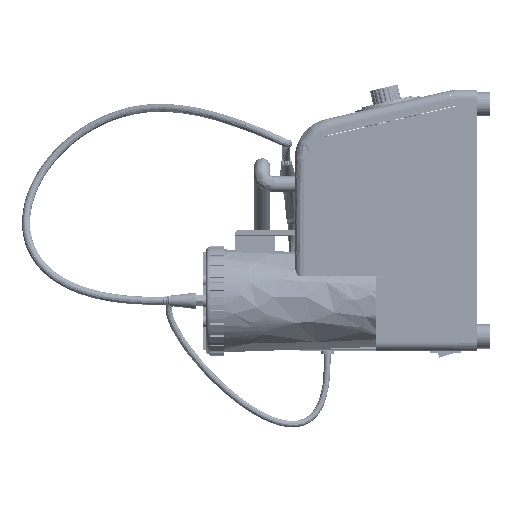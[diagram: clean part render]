
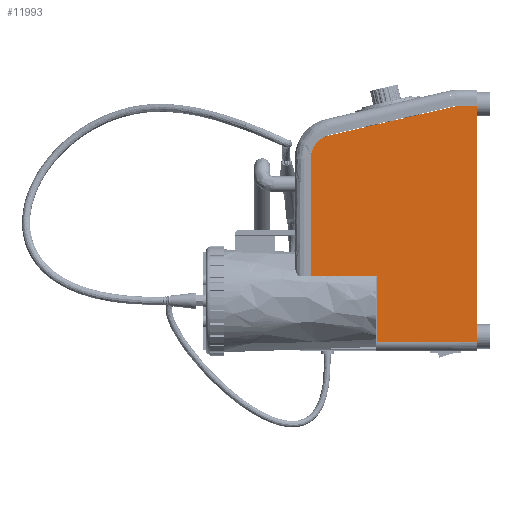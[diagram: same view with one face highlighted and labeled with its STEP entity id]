
A CAD part, left-side view. The second image highlights one B-rep face of the part: STEP entity #11993.
In plain terms, the highlighted free-form (B-spline) face has degree [1, 1] with [2, 2] control points.
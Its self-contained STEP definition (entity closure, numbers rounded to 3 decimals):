
#11855 = VERTEX_POINT('',#11856);
#11856 = CARTESIAN_POINT('',(-113.707,9.87,
    128.262));
#11861 = EDGE_CURVE('',#11855,#11862,#11864,.T.);
#11862 = VERTEX_POINT('',#11863);
#11863 = CARTESIAN_POINT('',(-113.707,-13.645,
    128.262));
#11864 = B_SPLINE_CURVE_WITH_KNOTS('',1,(#11865,#11866),.UNSPECIFIED.,
  .F.,.F.,(2,2),(-25.85,-0.),.PIECEWISE_BEZIER_KNOTS.);
#11865 = CARTESIAN_POINT('',(-113.707,9.87,
    128.262));
#11866 = CARTESIAN_POINT('',(-113.707,-13.645,
    128.262));
#11889 = VERTEX_POINT('',#11890);
#11890 = CARTESIAN_POINT('',(-113.707,153.293,
    95.15));
#11895 = EDGE_CURVE('',#11889,#11855,#11896,.T.);
#11896 = B_SPLINE_CURVE_WITH_KNOTS('',1,(#11897,#11898),.UNSPECIFIED.,
  .F.,.F.,(2,2),(-161.814,0.),.PIECEWISE_BEZIER_KNOTS.);
#11897 = CARTESIAN_POINT('',(-113.707,153.293,
    95.15));
#11898 = CARTESIAN_POINT('',(-113.707,9.87,
    128.262));
#11918 = VERTEX_POINT('',#11919);
#11919 = CARTESIAN_POINT('',(-113.707,172.653,
    70.811));
#11924 = EDGE_CURVE('',#11918,#11889,#11925,.T.);
#11925 = ( BOUNDED_CURVE() B_SPLINE_CURVE(2,(#11926,#11927,#11928),
.UNSPECIFIED.,.F.,.F.) B_SPLINE_CURVE_WITH_KNOTS((3,3),(1.571,
2.915),.PIECEWISE_BEZIER_KNOTS.) CURVE() 
GEOMETRIC_REPRESENTATION_ITEM() RATIONAL_B_SPLINE_CURVE((1.,
0.783,1.)) REPRESENTATION_ITEM('') );
#11926 = CARTESIAN_POINT('',(-113.707,172.653,
    70.811));
#11927 = CARTESIAN_POINT('',(-113.707,172.653,
    90.68));
#11928 = CARTESIAN_POINT('',(-113.707,153.293,
    95.15));
#11942 = VERTEX_POINT('',#11943);
#11943 = CARTESIAN_POINT('',(-113.707,172.653,
    -62.521));
#11950 = EDGE_CURVE('',#11942,#11918,#11951,.T.);
#11951 = B_SPLINE_CURVE_WITH_KNOTS('',1,(#11952,#11953),.UNSPECIFIED.,
  .F.,.F.,(2,2),(81.57,228.143),
  .PIECEWISE_BEZIER_KNOTS.);
#11952 = CARTESIAN_POINT('',(-113.707,172.653,
    -62.521));
#11953 = CARTESIAN_POINT('',(-113.707,172.653,
    70.811));
#11977 = EDGE_CURVE('',#11862,#11978,#11980,.T.);
#11978 = VERTEX_POINT('',#11979);
#11979 = CARTESIAN_POINT('',(-113.707,-13.645,
    -136.722));
#11980 = B_SPLINE_CURVE_WITH_KNOTS('',1,(#11981,#11982),.UNSPECIFIED.,
  .F.,.F.,(2,2),(0.,291.3),.PIECEWISE_BEZIER_KNOTS.);
#11981 = CARTESIAN_POINT('',(-113.707,-13.645,
    128.262));
#11982 = CARTESIAN_POINT('',(-113.707,-13.645,
    -136.722));
#11993 = ADVANCED_FACE('',(#11994),#12020,.F.);
#11994 = FACE_BOUND('',#11995,.T.);
#11995 = EDGE_LOOP('',(#11996,#11997,#12004,#12011,#12016,#12017,#12018,
    #12019));
#11996 = ORIENTED_EDGE('',*,*,#11950,.F.);
#11997 = ORIENTED_EDGE('',*,*,#11998,.F.);
#11998 = EDGE_CURVE('',#11999,#11942,#12001,.T.);
#11999 = VERTEX_POINT('',#12000);
#12000 = CARTESIAN_POINT('',(-113.707,98.971,
    -62.521));
#12001 = B_SPLINE_CURVE_WITH_KNOTS('',1,(#12002,#12003),.UNSPECIFIED.,
  .F.,.F.,(2,2),(0.,81.),.PIECEWISE_BEZIER_KNOTS.);
#12002 = CARTESIAN_POINT('',(-113.707,98.971,
    -62.521));
#12003 = CARTESIAN_POINT('',(-113.707,172.653,
    -62.521));
#12004 = ORIENTED_EDGE('',*,*,#12005,.F.);
#12005 = EDGE_CURVE('',#12006,#11999,#12008,.T.);
#12006 = VERTEX_POINT('',#12007);
#12007 = CARTESIAN_POINT('',(-113.707,98.971,
    -136.722));
#12008 = B_SPLINE_CURVE_WITH_KNOTS('',1,(#12009,#12010),.UNSPECIFIED.,
  .F.,.F.,(2,2),(11.2,92.77),.PIECEWISE_BEZIER_KNOTS.);
#12009 = CARTESIAN_POINT('',(-113.707,98.971,
    -136.722));
#12010 = CARTESIAN_POINT('',(-113.707,98.971,
    -62.521));
#12011 = ORIENTED_EDGE('',*,*,#12012,.F.);
#12012 = EDGE_CURVE('',#11978,#12006,#12013,.T.);
#12013 = B_SPLINE_CURVE_WITH_KNOTS('',1,(#12014,#12015),.UNSPECIFIED.,
  .F.,.F.,(2,2),(0.,123.8),.PIECEWISE_BEZIER_KNOTS.);
#12014 = CARTESIAN_POINT('',(-113.707,-13.645,
    -136.722));
#12015 = CARTESIAN_POINT('',(-113.707,98.971,
    -136.722));
#12016 = ORIENTED_EDGE('',*,*,#11977,.F.);
#12017 = ORIENTED_EDGE('',*,*,#11861,.F.);
#12018 = ORIENTED_EDGE('',*,*,#11895,.F.);
#12019 = ORIENTED_EDGE('',*,*,#11924,.F.);
#12020 = B_SPLINE_SURFACE_WITH_KNOTS('',1,1,(
    (#12021,#12022)
    ,(#12023,#12024
    )),.UNSPECIFIED.,.F.,.F.,.F.,(2,2),(2,2),(-63.157,
    228.143),(-177.34,27.46),.PIECEWISE_BEZIER_KNOTS.);
#12021 = CARTESIAN_POINT('',(-113.707,-13.645,
    128.262));
#12022 = CARTESIAN_POINT('',(-113.707,172.653,
    128.262));
#12023 = CARTESIAN_POINT('',(-113.707,-13.645,
    -136.722));
#12024 = CARTESIAN_POINT('',(-113.707,172.653,
    -136.722));
